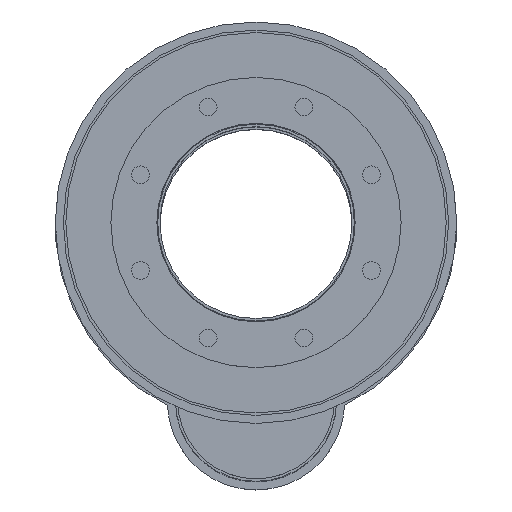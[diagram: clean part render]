
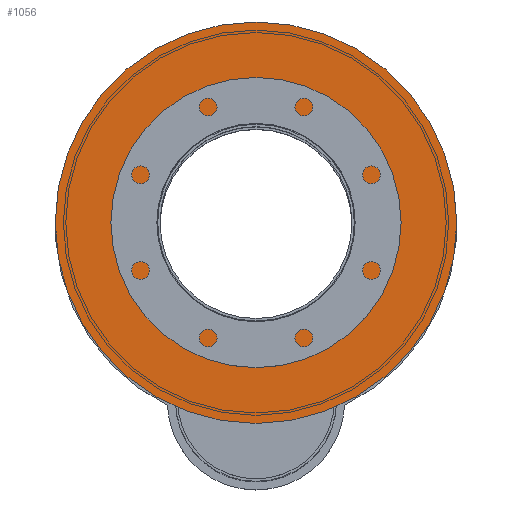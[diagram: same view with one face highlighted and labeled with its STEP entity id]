
A CAD part, top view. The second image highlights one B-rep face of the part: STEP entity #1056.
In plain terms, the highlighted planar face has unit normal (0, 0, 1).
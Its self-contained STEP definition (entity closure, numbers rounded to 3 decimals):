
#138=PLANE('',#1210);
#218=FACE_BOUND('',#435,.T.);
#288=FACE_OUTER_BOUND('',#434,.T.);
#434=EDGE_LOOP('',(#942));
#435=EDGE_LOOP('',(#943));
#514=CIRCLE('',#1205,123.);
#516=CIRCLE('',#1208,249.);
#610=VERTEX_POINT('',#1806);
#612=VERTEX_POINT('',#1811);
#722=EDGE_CURVE('',#610,#610,#514,.T.);
#724=EDGE_CURVE('',#612,#612,#516,.T.);
#942=ORIENTED_EDGE('',*,*,#724,.F.);
#943=ORIENTED_EDGE('',*,*,#722,.T.);
#1056=ADVANCED_FACE('',(#288,#218),#138,.F.);
#1205=AXIS2_PLACEMENT_3D('',#1807,#1520,#1521);
#1208=AXIS2_PLACEMENT_3D('',#1812,#1526,#1527);
#1210=AXIS2_PLACEMENT_3D('',#1815,#1530,#1531);
#1520=DIRECTION('center_axis',(0.,0.,-1.));
#1521=DIRECTION('ref_axis',(-1.,0.,0.));
#1526=DIRECTION('center_axis',(0.,0.,-1.));
#1527=DIRECTION('ref_axis',(-1.,0.,0.));
#1530=DIRECTION('center_axis',(0.,0.,-1.));
#1531=DIRECTION('ref_axis',(-1.,0.,0.));
#1806=CARTESIAN_POINT('',(123.,0.,1804.));
#1807=CARTESIAN_POINT('Origin',(0.,0.,1804.));
#1811=CARTESIAN_POINT('',(249.,0.,1804.));
#1812=CARTESIAN_POINT('Origin',(0.,0.,1804.));
#1815=CARTESIAN_POINT('Origin',(0.,0.,1804.));
